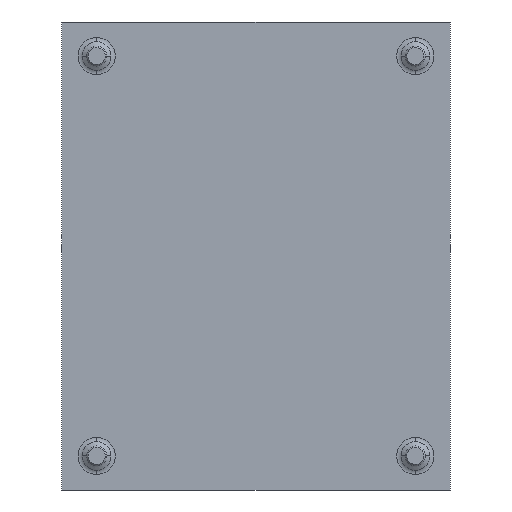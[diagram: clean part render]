
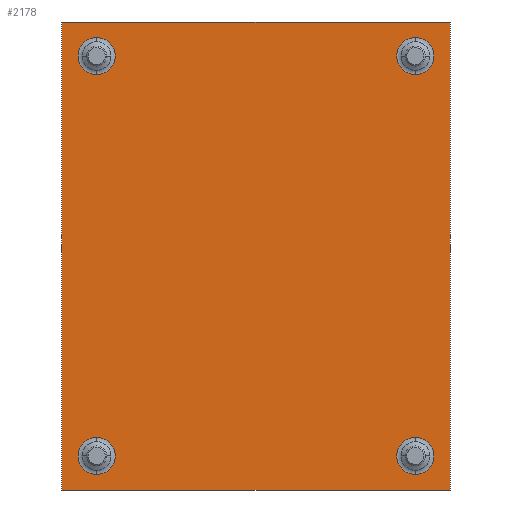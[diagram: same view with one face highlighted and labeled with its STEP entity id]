
A CAD part, front view. The second image highlights one B-rep face of the part: STEP entity #2178.
In plain terms, the highlighted planar face has unit normal (0, -1, 0).
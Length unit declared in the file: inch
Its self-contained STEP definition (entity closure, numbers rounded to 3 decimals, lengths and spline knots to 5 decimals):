
#313 = VERTEX_POINT ( 'NONE', #1036 ) ;
#317 = EDGE_CURVE ( 'NONE', #313, #318, #1029, .T. ) ;
#318 = VERTEX_POINT ( 'NONE', #430 ) ;
#414 = CARTESIAN_POINT ( 'NONE',  ( -1.1, 0., 1.38 ) ) ;
#415 = AXIS2_PLACEMENT_3D ( 'NONE', #414, #417, #416 ) ;
#416 = DIRECTION ( 'NONE',  ( 0., 0., -1. ) ) ;
#417 = DIRECTION ( 'NONE',  ( 0., -1., 0. ) ) ;
#430 = CARTESIAN_POINT ( 'NONE',  ( -1.1, 0., 1.25184 ) ) ;
#570 = CARTESIAN_POINT ( 'NONE',  ( 1.1, 0., -1.50816 ) ) ;
#626 = DIRECTION ( 'NONE',  ( 0., 0., -1. ) ) ;
#627 = DIRECTION ( 'NONE',  ( 0., -1., 0. ) ) ;
#628 = CARTESIAN_POINT ( 'NONE',  ( -1.1, 0., 1.38 ) ) ;
#629 = AXIS2_PLACEMENT_3D ( 'NONE', #628, #627, #626 ) ;
#630 = CIRCLE ( 'NONE', #629, 0.12816 ) ;
#631 = DIRECTION ( 'NONE',  ( 0., 0., -1. ) ) ;
#632 = DIRECTION ( 'NONE',  ( 0., -1., 0. ) ) ;
#633 = CARTESIAN_POINT ( 'NONE',  ( -1.34, 0., -1.615 ) ) ;
#634 = AXIS2_PLACEMENT_3D ( 'NONE', #633, #632, #631 ) ;
#635 = PLANE ( 'NONE',  #634 ) ;
#636 = FACE_OUTER_BOUND ( 'NONE', #2314, .T. ) ;
#637 = FACE_BOUND ( 'NONE', #2389, .T. ) ;
#638 = FACE_BOUND ( 'NONE', #2385, .T. ) ;
#639 = FACE_BOUND ( 'NONE', #2306, .T. ) ;
#640 = FACE_BOUND ( 'NONE', #2179, .T. ) ;
#645 = CARTESIAN_POINT ( 'NONE',  ( 1.34, 0., -1.615 ) ) ;
#646 = DIRECTION ( 'NONE',  ( 0., 0., 1. ) ) ;
#647 = VECTOR ( 'NONE', #646, 39.37008 ) ;
#648 = CARTESIAN_POINT ( 'NONE',  ( 1.34, 0., -1.615 ) ) ;
#649 = LINE ( 'NONE', #648, #647 ) ;
#650 = CARTESIAN_POINT ( 'NONE',  ( 1.34, 0., 1.615 ) ) ;
#712 = DIRECTION ( 'NONE',  ( 0., 0., -1. ) ) ;
#713 = DIRECTION ( 'NONE',  ( 0., -1., 0. ) ) ;
#714 = CARTESIAN_POINT ( 'NONE',  ( 1.1, 0., -1.38 ) ) ;
#715 = AXIS2_PLACEMENT_3D ( 'NONE', #714, #713, #712 ) ;
#716 = CIRCLE ( 'NONE', #715, 0.12816 ) ;
#717 = CARTESIAN_POINT ( 'NONE',  ( 1.1, 0., -1.25184 ) ) ;
#748 = CARTESIAN_POINT ( 'NONE',  ( 1.1, 0., 1.25184 ) ) ;
#749 = DIRECTION ( 'NONE',  ( 0., 0., -1. ) ) ;
#750 = DIRECTION ( 'NONE',  ( 0., -1., 0. ) ) ;
#751 = CARTESIAN_POINT ( 'NONE',  ( 1.1, 0., 1.38 ) ) ;
#752 = AXIS2_PLACEMENT_3D ( 'NONE', #751, #750, #749 ) ;
#753 = CIRCLE ( 'NONE', #752, 0.12816 ) ;
#1029 = CIRCLE ( 'NONE', #415, 0.12816 ) ;
#1036 = CARTESIAN_POINT ( 'NONE',  ( -1.1, 0., 1.50816 ) ) ;
#1189 = DIRECTION ( 'NONE',  ( 1., 0., 0. ) ) ;
#1190 = VECTOR ( 'NONE', #1189, 39.37008 ) ;
#1191 = CARTESIAN_POINT ( 'NONE',  ( -1.34, 0., 1.615 ) ) ;
#1192 = LINE ( 'NONE', #1191, #1190 ) ;
#1296 = CARTESIAN_POINT ( 'NONE',  ( -1.1, 0., -1.50816 ) ) ;
#1297 = DIRECTION ( 'NONE',  ( 0., 0., -1. ) ) ;
#1298 = DIRECTION ( 'NONE',  ( 0., -1., 0. ) ) ;
#1299 = CARTESIAN_POINT ( 'NONE',  ( -1.1, 0., -1.38 ) ) ;
#1300 = AXIS2_PLACEMENT_3D ( 'NONE', #1299, #1298, #1297 ) ;
#1301 = CIRCLE ( 'NONE', #1300, 0.12816 ) ;
#1302 = CARTESIAN_POINT ( 'NONE',  ( -1.1, 0., -1.25184 ) ) ;
#1320 = DIRECTION ( 'NONE',  ( 0., 0., -1. ) ) ;
#1321 = DIRECTION ( 'NONE',  ( 0., -1., 0. ) ) ;
#1322 = CARTESIAN_POINT ( 'NONE',  ( 1.1, 0., -1.38 ) ) ;
#1323 = AXIS2_PLACEMENT_3D ( 'NONE', #1322, #1321, #1320 ) ;
#1324 = CIRCLE ( 'NONE', #1323, 0.12816 ) ;
#1339 = DIRECTION ( 'NONE',  ( 0., -1., 0. ) ) ;
#1340 = CARTESIAN_POINT ( 'NONE',  ( -1.1, 0., -1.38 ) ) ;
#1341 = AXIS2_PLACEMENT_3D ( 'NONE', #1340, #1339, #1413 ) ;
#1342 = CIRCLE ( 'NONE', #1341, 0.12816 ) ;
#1375 = CARTESIAN_POINT ( 'NONE',  ( 1.1, 0., 1.50816 ) ) ;
#1396 = DIRECTION ( 'NONE',  ( 0., 0., 1. ) ) ;
#1397 = VECTOR ( 'NONE', #1396, 39.37008 ) ;
#1398 = CARTESIAN_POINT ( 'NONE',  ( -1.34, 0., -1.615 ) ) ;
#1399 = LINE ( 'NONE', #1398, #1397 ) ;
#1400 = CARTESIAN_POINT ( 'NONE',  ( -1.34, 0., 1.615 ) ) ;
#1413 = DIRECTION ( 'NONE',  ( 0., 0., -1. ) ) ;
#1432 = DIRECTION ( 'NONE',  ( 1., 0., 0. ) ) ;
#1433 = VECTOR ( 'NONE', #1432, 39.37008 ) ;
#1434 = CARTESIAN_POINT ( 'NONE',  ( -1.34, 0., -1.615 ) ) ;
#1435 = LINE ( 'NONE', #1434, #1433 ) ;
#1560 = CIRCLE ( 'NONE', #1629, 0.12816 ) ;
#1571 = CARTESIAN_POINT ( 'NONE',  ( -1.34, 0., -1.615 ) ) ;
#1626 = DIRECTION ( 'NONE',  ( 0., 0., -1. ) ) ;
#1627 = DIRECTION ( 'NONE',  ( 0., -1., 0. ) ) ;
#1628 = CARTESIAN_POINT ( 'NONE',  ( 1.1, 0., 1.38 ) ) ;
#1629 = AXIS2_PLACEMENT_3D ( 'NONE', #1628, #1627, #1626 ) ;
#2104 = VERTEX_POINT ( 'NONE', #717 ) ;
#2106 = EDGE_CURVE ( 'NONE', #2104, #2150, #716, .T. ) ;
#2119 = EDGE_CURVE ( 'NONE', #2327, #2120, #753, .T. ) ;
#2120 = VERTEX_POINT ( 'NONE', #748 ) ;
#2150 = VERTEX_POINT ( 'NONE', #570 ) ;
#2171 = VERTEX_POINT ( 'NONE', #650 ) ;
#2173 = EDGE_CURVE ( 'NONE', #2174, #2171, #649, .T. ) ;
#2174 = VERTEX_POINT ( 'NONE', #645 ) ;
#2178 = ADVANCED_FACE ( 'NONE', ( #640, #639, #638, #637, #636 ), #635, .T. ) ;
#2179 = EDGE_LOOP ( 'NONE', ( #2180, #2562 ) ) ;
#2180 = ORIENTED_EDGE ( 'NONE', *, *, #2181, .F. ) ;
#2181 = EDGE_CURVE ( 'NONE', #318, #313, #630, .T. ) ;
#2266 = VERTEX_POINT ( 'NONE', #1302 ) ;
#2268 = EDGE_CURVE ( 'NONE', #2266, #2269, #1301, .T. ) ;
#2269 = VERTEX_POINT ( 'NONE', #1296 ) ;
#2306 = EDGE_LOOP ( 'NONE', ( #2563, #2384 ) ) ;
#2314 = EDGE_LOOP ( 'NONE', ( #2315, #2318, #2421, #2456 ) ) ;
#2315 = ORIENTED_EDGE ( 'NONE', *, *, #2316, .F. ) ;
#2316 = EDGE_CURVE ( 'NONE', #2317, #2171, #1192, .T. ) ;
#2317 = VERTEX_POINT ( 'NONE', #1400 ) ;
#2318 = ORIENTED_EDGE ( 'NONE', *, *, #2319, .F. ) ;
#2319 = EDGE_CURVE ( 'NONE', #2557, #2317, #1399, .T. ) ;
#2327 = VERTEX_POINT ( 'NONE', #1375 ) ;
#2352 = ORIENTED_EDGE ( 'NONE', *, *, #2353, .F. ) ;
#2353 = EDGE_CURVE ( 'NONE', #2150, #2104, #1324, .T. ) ;
#2354 = ORIENTED_EDGE ( 'NONE', *, *, #2106, .F. ) ;
#2384 = ORIENTED_EDGE ( 'NONE', *, *, #2119, .F. ) ;
#2385 = EDGE_LOOP ( 'NONE', ( #2386, #2388 ) ) ;
#2386 = ORIENTED_EDGE ( 'NONE', *, *, #2387, .F. ) ;
#2387 = EDGE_CURVE ( 'NONE', #2269, #2266, #1342, .T. ) ;
#2388 = ORIENTED_EDGE ( 'NONE', *, *, #2268, .F. ) ;
#2389 = EDGE_LOOP ( 'NONE', ( #2352, #2354 ) ) ;
#2421 = ORIENTED_EDGE ( 'NONE', *, *, #2422, .T. ) ;
#2422 = EDGE_CURVE ( 'NONE', #2557, #2174, #1435, .T. ) ;
#2456 = ORIENTED_EDGE ( 'NONE', *, *, #2173, .T. ) ;
#2557 = VERTEX_POINT ( 'NONE', #1571 ) ;
#2562 = ORIENTED_EDGE ( 'NONE', *, *, #317, .F. ) ;
#2563 = ORIENTED_EDGE ( 'NONE', *, *, #2564, .F. ) ;
#2564 = EDGE_CURVE ( 'NONE', #2120, #2327, #1560, .T. ) ;
